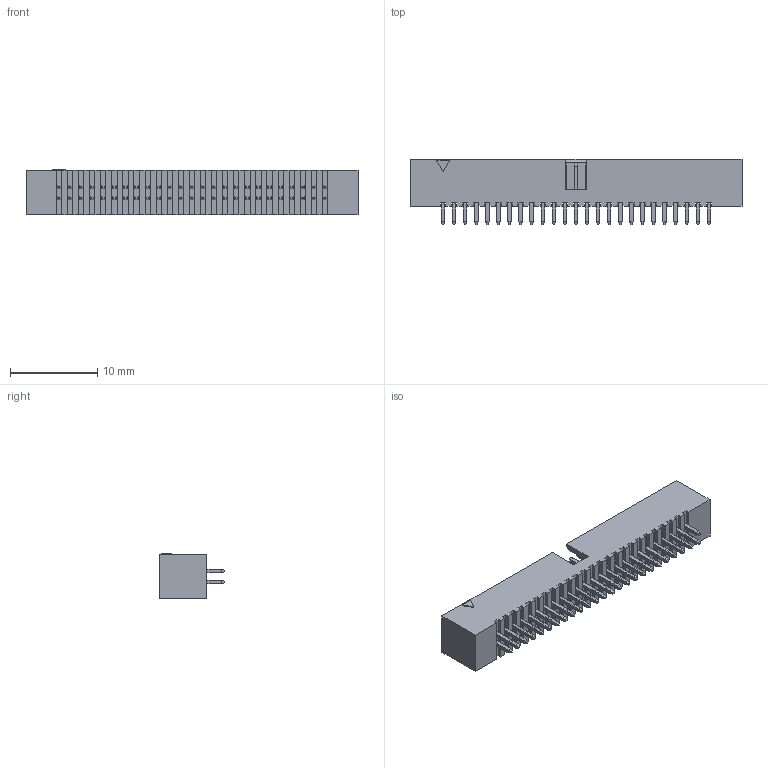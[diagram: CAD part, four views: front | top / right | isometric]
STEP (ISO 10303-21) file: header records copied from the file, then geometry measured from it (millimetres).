
FILE_DESCRIPTION (( 'STEP AP214' ), '1' );
FILE_NAME ('CONB127P-2R-50W_TH.STEP', '2015-06-30T18:46:52', ( '' ), ( '' ), 'SwSTEP 2.0', 'SolidWorks 2015', '' );
FILE_SCHEMA (( 'AUTOMOTIVE_DESIGN' ));
Length unit declared in the file: millimetre
Products named in the file (1): CONB127P-2R-50W_TH
Bounding box: 38.05 x 7.5 x 5.2 mm (x, y, z)
Volume: 572.6 mm3; surface area: 1857.1 mm2
Topology: 51 solids, 51 shells, 1023 faces, 2356 edges, 1436 vertices
Faces by surface type: plane 1023
Entity records: 35988 total; most frequent: CARTESIAN_POINT 4816, ORIENTED_EDGE 4712, DIRECTION 4404, EDGE_CURVE 2356, VECTOR 2356, LINE 2356, VERTEX_POINT 1436, EDGE_LOOP 1124
